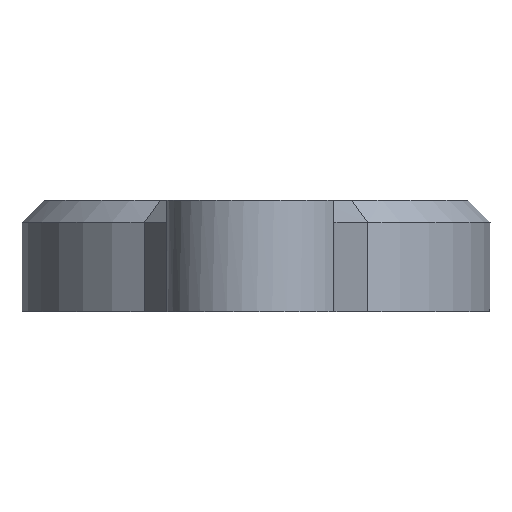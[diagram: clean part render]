
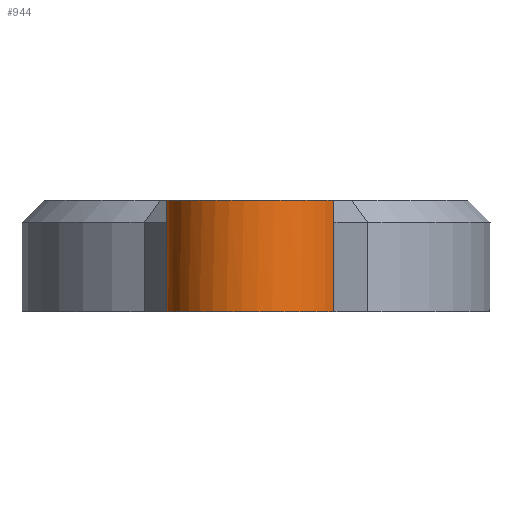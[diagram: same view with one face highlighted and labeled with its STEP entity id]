
A CAD part, left-side view. The second image highlights one B-rep face of the part: STEP entity #944.
In plain terms, the highlighted cylindrical face has radius 8 mm (diameter 16 mm), a partial arc.
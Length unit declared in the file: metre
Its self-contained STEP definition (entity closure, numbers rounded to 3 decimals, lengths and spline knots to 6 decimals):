
#63=B_SPLINE_CURVE_WITH_KNOTS('',3,(#1742,#1743,#1744,#1745),
 .UNSPECIFIED.,.F.,.F.,(4,4),(0.,0.002936),.UNSPECIFIED.);
#102=CIRCLE('',#991,0.008);
#112=CIRCLE('',#1002,0.008);
#328=ORIENTED_EDGE('',*,*,#452,.T.);
#329=ORIENTED_EDGE('',*,*,#519,.F.);
#330=ORIENTED_EDGE('',*,*,#426,.F.);
#331=ORIENTED_EDGE('',*,*,#520,.T.);
#332=ORIENTED_EDGE('',*,*,#521,.T.);
#426=EDGE_CURVE('',#562,#563,#102,.T.);
#452=EDGE_CURVE('',#589,#588,#112,.T.);
#519=EDGE_CURVE('',#563,#588,#683,.T.);
#520=EDGE_CURVE('',#562,#624,#63,.T.);
#521=EDGE_CURVE('',#624,#589,#684,.T.);
#562=VERTEX_POINT('',#1395);
#563=VERTEX_POINT('',#1397);
#588=VERTEX_POINT('',#1528);
#589=VERTEX_POINT('',#1530);
#624=VERTEX_POINT('',#1746);
#683=LINE('',#1740,#743);
#684=LINE('',#1747,#744);
#743=VECTOR('',#1251,1.);
#744=VECTOR('',#1254,1.);
#797=EDGE_LOOP('',(#328,#329,#330,#331,#332));
#869=FACE_BOUND('',#797,.T.);
#902=CYLINDRICAL_SURFACE('',#1045,0.008);
#944=ADVANCED_FACE('',(#869),#902,.T.);
#991=AXIS2_PLACEMENT_3D('',#1396,#1096,#1097);
#1002=AXIS2_PLACEMENT_3D('',#1529,#1124,#1125);
#1045=AXIS2_PLACEMENT_3D('',#1741,#1252,#1253);
#1096=DIRECTION('',(0.,0.,1.));
#1097=DIRECTION('',(-1.,0.,0.));
#1124=DIRECTION('',(0.,0.,1.));
#1125=DIRECTION('',(-1.,0.,0.));
#1251=DIRECTION('',(0.,0.,-1.));
#1252=DIRECTION('',(0.,0.,-1.));
#1253=DIRECTION('',(-1.,0.,0.));
#1254=DIRECTION('',(0.,0.,-1.));
#1395=CARTESIAN_POINT('',(-0.032337,0.002297,0.01));
#1396=CARTESIAN_POINT('',(-0.04,0.,0.01));
#1397=CARTESIAN_POINT('',(-0.044,-0.006928,0.01));
#1528=CARTESIAN_POINT('',(-0.044,-0.006928,0.));
#1529=CARTESIAN_POINT('',(-0.04,0.,0.));
#1530=CARTESIAN_POINT('',(-0.033222,0.00425,0.));
#1740=CARTESIAN_POINT('',(-0.044,-0.006928,0.01));
#1741=CARTESIAN_POINT('',(-0.04,0.,0.01));
#1742=CARTESIAN_POINT('',(-0.032337,0.002297,0.01));
#1743=CARTESIAN_POINT('',(-0.032538,0.002969,0.009316));
#1744=CARTESIAN_POINT('',(-0.03283,0.003623,0.008644));
#1745=CARTESIAN_POINT('',(-0.033221,0.004248,0.008));
#1746=CARTESIAN_POINT('',(-0.033222,0.004249,0.008));
#1747=CARTESIAN_POINT('',(-0.033222,0.00425,0.01));
